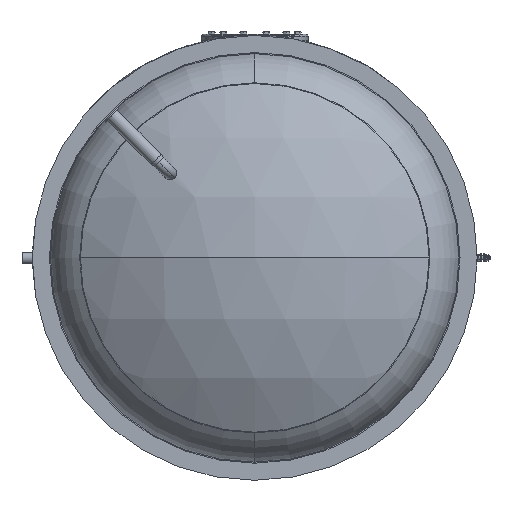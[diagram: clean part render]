
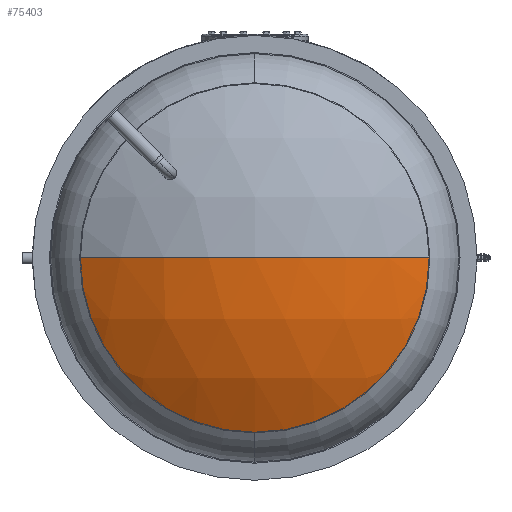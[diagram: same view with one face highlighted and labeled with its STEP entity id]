
A CAD part, front view. The second image highlights one B-rep face of the part: STEP entity #75403.
In plain terms, the highlighted spherical face has radius 964 mm.
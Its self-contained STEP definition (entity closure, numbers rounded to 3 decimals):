
#19772 = VERTEX_POINT ( 'NONE', #108787 ) ;
#20172 = ORIENTED_EDGE ( 'NONE', *, *, #93000, .F. ) ;
#23966 = DIRECTION ( 'NONE',  ( 0., 0., -1. ) ) ;
#24188 = SPHERICAL_SURFACE ( 'NONE', #58975, 964. ) ;
#26014 = CIRCLE ( 'NONE', #56214, 964. ) ;
#26862 = CIRCLE ( 'NONE', #126352, 964. ) ;
#29046 = DIRECTION ( 'NONE',  ( 0., -1., 0. ) ) ;
#30070 = CARTESIAN_POINT ( 'NONE',  ( 0., -634., 0. ) ) ;
#35446 = VERTEX_POINT ( 'NONE', #143476 ) ;
#42208 = DIRECTION ( 'NONE',  ( -1., 0., 0. ) ) ;
#44208 = CARTESIAN_POINT ( 'NONE',  ( 0., 183.031, 0. ) ) ;
#44443 = EDGE_LOOP ( 'NONE', ( #60291, #127150, #65865, #20172 ) ) ;
#47812 = CIRCLE ( 'NONE', #114342, 511.621 ) ;
#50166 = FACE_OUTER_BOUND ( 'NONE', #44443, .T. ) ;
#51278 = AXIS2_PLACEMENT_3D ( 'NONE', #44208, #127034, #23966 ) ;
#54039 = EDGE_CURVE ( 'NONE', #102121, #62630, #47812, .T. ) ;
#56116 = CARTESIAN_POINT ( 'NONE',  ( 0., -634., 0. ) ) ;
#56214 = AXIS2_PLACEMENT_3D ( 'NONE', #56116, #150853, #42208 ) ;
#58975 = AXIS2_PLACEMENT_3D ( 'NONE', #90253, #124446, #100146 ) ;
#60291 = ORIENTED_EDGE ( 'NONE', *, *, #107774, .F. ) ;
#62630 = VERTEX_POINT ( 'NONE', #65778 ) ;
#63472 = CARTESIAN_POINT ( 'NONE',  ( 0., 183.031, -511.621 ) ) ;
#65778 = CARTESIAN_POINT ( 'NONE',  ( 511.621, 183.031, 0. ) ) ;
#65865 = ORIENTED_EDGE ( 'NONE', *, *, #54039, .F. ) ;
#75403 = ADVANCED_FACE ( 'NONE', ( #50166 ), #24188, .T. ) ;
#90253 = CARTESIAN_POINT ( 'NONE',  ( 0., -634., 0. ) ) ;
#93000 = EDGE_CURVE ( 'NONE', #19772, #102121, #131129, .T. ) ;
#100146 = DIRECTION ( 'NONE',  ( -1., 0., 0. ) ) ;
#102121 = VERTEX_POINT ( 'NONE', #63472 ) ;
#105179 = DIRECTION ( 'NONE',  ( 0., 0., -1. ) ) ;
#107774 = EDGE_CURVE ( 'NONE', #35446, #19772, #26862, .T. ) ;
#108787 = CARTESIAN_POINT ( 'NONE',  ( -511.621, 183.031, 0. ) ) ;
#112872 = DIRECTION ( 'NONE',  ( 0., 0., 1. ) ) ;
#114342 = AXIS2_PLACEMENT_3D ( 'NONE', #118095, #142473, #105179 ) ;
#118095 = CARTESIAN_POINT ( 'NONE',  ( 0., 183.031, 0. ) ) ;
#124446 = DIRECTION ( 'NONE',  ( 0., 0., -1. ) ) ;
#126352 = AXIS2_PLACEMENT_3D ( 'NONE', #30070, #112872, #29046 ) ;
#127034 = DIRECTION ( 'NONE',  ( 0., -1., 0. ) ) ;
#127150 = ORIENTED_EDGE ( 'NONE', *, *, #137311, .T. ) ;
#131129 = CIRCLE ( 'NONE', #51278, 511.621 ) ;
#137311 = EDGE_CURVE ( 'NONE', #35446, #62630, #26014, .T. ) ;
#142473 = DIRECTION ( 'NONE',  ( 0., -1., 0. ) ) ;
#143476 = CARTESIAN_POINT ( 'NONE',  ( 0., 330., 0. ) ) ;
#150853 = DIRECTION ( 'NONE',  ( 0., 0., -1. ) ) ;
